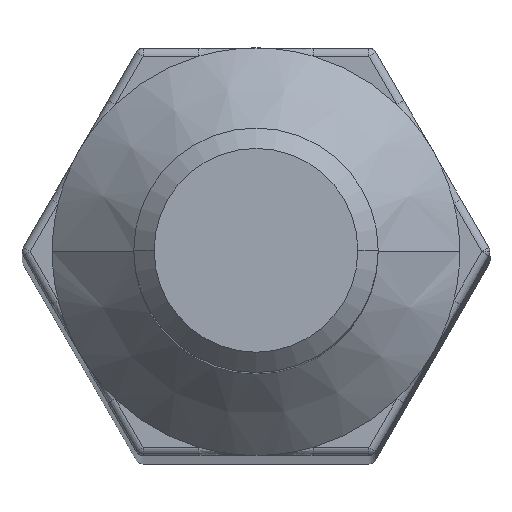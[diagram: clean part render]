
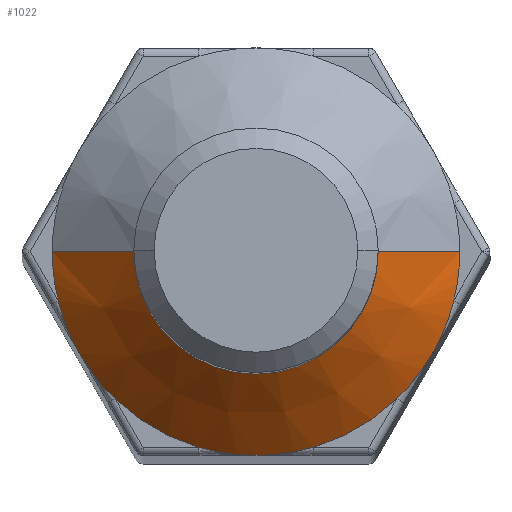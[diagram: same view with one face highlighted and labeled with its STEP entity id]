
A CAD part, top view. The second image highlights one B-rep face of the part: STEP entity #1022.
In plain terms, the highlighted conical face has half-angle 45 degrees and reference radius 1.5 mm.
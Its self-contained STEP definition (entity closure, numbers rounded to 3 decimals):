
#2 = DIRECTION ( 'NONE',  ( 0., 0., 1. ) ) ;
#18 = CARTESIAN_POINT ( 'NONE',  ( 0., 0., 1. ) ) ;
#23 = ORIENTED_EDGE ( 'NONE', *, *, #180, .T. ) ;
#111 = EDGE_LOOP ( 'NONE', ( #251, #2076, #1157, #232, #236, #257, #259, #1571, #281, #283, #23, #350, #372 ) ) ;
#162 = EDGE_CURVE ( 'NONE', #991, #498, #2222, .T. ) ;
#172 = EDGE_CURVE ( 'NONE', #178, #2174, #2219, .T. ) ;
#178 = VERTEX_POINT ( 'NONE', #183 ) ;
#180 = EDGE_CURVE ( 'NONE', #2195, #178, #2156, .T. ) ;
#183 = CARTESIAN_POINT ( 'NONE',  ( 2.165, -1.25, 0. ) ) ;
#207 = DIRECTION ( 'NONE',  ( 0., 0., 1. ) ) ;
#232 = ORIENTED_EDGE ( 'NONE', *, *, #548, .T. ) ;
#236 = ORIENTED_EDGE ( 'NONE', *, *, #2007, .T. ) ;
#242 = CARTESIAN_POINT ( 'NONE',  ( 0., 0., 0. ) ) ;
#251 = ORIENTED_EDGE ( 'NONE', *, *, #162, .F. ) ;
#257 = ORIENTED_EDGE ( 'NONE', *, *, #558, .T. ) ;
#259 = ORIENTED_EDGE ( 'NONE', *, *, #573, .T. ) ;
#281 = ORIENTED_EDGE ( 'NONE', *, *, #633, .T. ) ;
#283 = ORIENTED_EDGE ( 'NONE', *, *, #646, .T. ) ;
#312 = DIRECTION ( 'NONE',  ( -0.707, 0., -0.707 ) ) ;
#313 = AXIS2_PLACEMENT_3D ( 'NONE', #1854, #725, #2003 ) ;
#350 = ORIENTED_EDGE ( 'NONE', *, *, #172, .T. ) ;
#372 = ORIENTED_EDGE ( 'NONE', *, *, #687, .T. ) ;
#384 = CARTESIAN_POINT ( 'NONE',  ( 0., 0., 0. ) ) ;
#388 = EDGE_CURVE ( 'NONE', #657, #422, #1822, .T. ) ;
#395 = CARTESIAN_POINT ( 'NONE',  ( 0., 0., 0. ) ) ;
#414 = CARTESIAN_POINT ( 'NONE',  ( 0.7, -2.4, 0. ) ) ;
#417 = DIRECTION ( 'NONE',  ( 1., 0., 0. ) ) ;
#422 = VERTEX_POINT ( 'NONE', #2252 ) ;
#461 = EDGE_CURVE ( 'NONE', #991, #657, #1703, .T. ) ;
#478 = VERTEX_POINT ( 'NONE', #1802 ) ;
#498 = VERTEX_POINT ( 'NONE', #1101 ) ;
#548 = EDGE_CURVE ( 'NONE', #422, #908, #1761, .T. ) ;
#550 = DIRECTION ( 'NONE',  ( 1., 0., 0. ) ) ;
#558 = EDGE_CURVE ( 'NONE', #478, #1233, #1573, .T. ) ;
#566 = DIRECTION ( 'NONE',  ( 1., 0., 0. ) ) ;
#573 = EDGE_CURVE ( 'NONE', #1233, #1392, #1547, .T. ) ;
#576 = DIRECTION ( 'NONE',  ( 0., 0., 1. ) ) ;
#626 = EDGE_CURVE ( 'NONE', #1392, #1213, #1460, .T. ) ;
#633 = EDGE_CURVE ( 'NONE', #1213, #1724, #1487, .T. ) ;
#645 = CARTESIAN_POINT ( 'NONE',  ( -0.7, -2.4, 0. ) ) ;
#646 = EDGE_CURVE ( 'NONE', #1724, #2195, #1482, .T. ) ;
#652 = DIRECTION ( 'NONE',  ( 0., 0., 1. ) ) ;
#657 = VERTEX_POINT ( 'NONE', #1340 ) ;
#687 = EDGE_CURVE ( 'NONE', #2174, #498, #1372, .T. ) ;
#725 = DIRECTION ( 'NONE',  ( 0., 0., 1. ) ) ;
#789 = CONICAL_SURFACE ( 'NONE', #1280, 1.5, 0.785 ) ;
#850 = AXIS2_PLACEMENT_3D ( 'NONE', #1110, #2, #1291 ) ;
#888 = CARTESIAN_POINT ( 'NONE',  ( 1.5, 0., 1. ) ) ;
#897 = CARTESIAN_POINT ( 'NONE',  ( 0., 0., 0. ) ) ;
#901 = CARTESIAN_POINT ( 'NONE',  ( -2.428, -0.594, 0. ) ) ;
#908 = VERTEX_POINT ( 'NONE', #901 ) ;
#911 = FACE_OUTER_BOUND ( 'NONE', #111, .T. ) ;
#954 = CARTESIAN_POINT ( 'NONE',  ( 0., 0., 0. ) ) ;
#991 = VERTEX_POINT ( 'NONE', #2004 ) ;
#1022 = ADVANCED_FACE ( 'NONE', ( #911 ), #789, .T. ) ;
#1069 = CARTESIAN_POINT ( 'NONE',  ( 0., 0., 1. ) ) ;
#1101 = CARTESIAN_POINT ( 'NONE',  ( 2.5, 0., 0. ) ) ;
#1103 = DIRECTION ( 'NONE',  ( 1., 0., 0. ) ) ;
#1110 = CARTESIAN_POINT ( 'NONE',  ( 0., 0., 0. ) ) ;
#1157 = ORIENTED_EDGE ( 'NONE', *, *, #388, .T. ) ;
#1159 = DIRECTION ( 'NONE',  ( 1., 0., 0. ) ) ;
#1171 = CARTESIAN_POINT ( 'NONE',  ( 0., -2.5, 0. ) ) ;
#1176 = CARTESIAN_POINT ( 'NONE',  ( -1.728, -1.806, 0. ) ) ;
#1213 = VERTEX_POINT ( 'NONE', #1171 ) ;
#1233 = VERTEX_POINT ( 'NONE', #1176 ) ;
#1255 = DIRECTION ( 'NONE',  ( -1., 0., 0. ) ) ;
#1280 = AXIS2_PLACEMENT_3D ( 'NONE', #18, #1863, #1307 ) ;
#1291 = DIRECTION ( 'NONE',  ( 1., 0., 0. ) ) ;
#1303 = CARTESIAN_POINT ( 'NONE',  ( 0., 0., 0. ) ) ;
#1307 = DIRECTION ( 'NONE',  ( -1., 0., 0. ) ) ;
#1340 = CARTESIAN_POINT ( 'NONE',  ( -1.5, 0., 1. ) ) ;
#1351 = CIRCLE ( 'NONE', #313, 2.5 ) ;
#1372 = CIRCLE ( 'NONE', #1429, 2.5 ) ;
#1392 = VERTEX_POINT ( 'NONE', #645 ) ;
#1396 = CARTESIAN_POINT ( 'NONE',  ( -1.5, 0., 1. ) ) ;
#1429 = AXIS2_PLACEMENT_3D ( 'NONE', #1777, #652, #1945 ) ;
#1460 = CIRCLE ( 'NONE', #1470, 2.5 ) ;
#1464 = AXIS2_PLACEMENT_3D ( 'NONE', #242, #1510, #417 ) ;
#1470 = AXIS2_PLACEMENT_3D ( 'NONE', #1700, #576, #1887 ) ;
#1472 = DIRECTION ( 'NONE',  ( 1., 0., 0. ) ) ;
#1475 = AXIS2_PLACEMENT_3D ( 'NONE', #954, #2183, #1159 ) ;
#1482 = CIRCLE ( 'NONE', #1464, 2.5 ) ;
#1487 = CIRCLE ( 'NONE', #1475, 2.5 ) ;
#1501 = AXIS2_PLACEMENT_3D ( 'NONE', #897, #2139, #1103 ) ;
#1509 = AXIS2_PLACEMENT_3D ( 'NONE', #395, #1680, #566 ) ;
#1510 = DIRECTION ( 'NONE',  ( 0., 0., 1. ) ) ;
#1533 = AXIS2_PLACEMENT_3D ( 'NONE', #1303, #207, #1472 ) ;
#1547 = CIRCLE ( 'NONE', #1509, 2.5 ) ;
#1548 = AXIS2_PLACEMENT_3D ( 'NONE', #384, #1663, #550 ) ;
#1571 = ORIENTED_EDGE ( 'NONE', *, *, #626, .T. ) ;
#1573 = CIRCLE ( 'NONE', #1533, 2.5 ) ;
#1621 = AXIS2_PLACEMENT_3D ( 'NONE', #1069, #2262, #1255 ) ;
#1663 = DIRECTION ( 'NONE',  ( 0., 0., 1. ) ) ;
#1677 = CARTESIAN_POINT ( 'NONE',  ( 2.428, -0.594, 0. ) ) ;
#1680 = DIRECTION ( 'NONE',  ( 0., 0., 1. ) ) ;
#1700 = CARTESIAN_POINT ( 'NONE',  ( 0., 0., 0. ) ) ;
#1703 = CIRCLE ( 'NONE', #1621, 1.5 ) ;
#1724 = VERTEX_POINT ( 'NONE', #414 ) ;
#1761 = CIRCLE ( 'NONE', #1548, 2.5 ) ;
#1777 = CARTESIAN_POINT ( 'NONE',  ( 0., 0., 0. ) ) ;
#1789 = VECTOR ( 'NONE', #312, 1000. ) ;
#1802 = CARTESIAN_POINT ( 'NONE',  ( -2.165, -1.25, 0. ) ) ;
#1822 = LINE ( 'NONE', #1396, #1789 ) ;
#1854 = CARTESIAN_POINT ( 'NONE',  ( 0., 0., 0. ) ) ;
#1863 = DIRECTION ( 'NONE',  ( 0., 0., -1. ) ) ;
#1869 = CARTESIAN_POINT ( 'NONE',  ( 1.728, -1.806, 0. ) ) ;
#1887 = DIRECTION ( 'NONE',  ( 1., 0., 0. ) ) ;
#1945 = DIRECTION ( 'NONE',  ( 1., 0., 0. ) ) ;
#1981 = DIRECTION ( 'NONE',  ( 0.707, 0., -0.707 ) ) ;
#2003 = DIRECTION ( 'NONE',  ( 1., 0., 0. ) ) ;
#2004 = CARTESIAN_POINT ( 'NONE',  ( 1.5, 0., 1. ) ) ;
#2007 = EDGE_CURVE ( 'NONE', #908, #478, #1351, .T. ) ;
#2076 = ORIENTED_EDGE ( 'NONE', *, *, #461, .T. ) ;
#2139 = DIRECTION ( 'NONE',  ( 0., 0., 1. ) ) ;
#2156 = CIRCLE ( 'NONE', #850, 2.5 ) ;
#2174 = VERTEX_POINT ( 'NONE', #1677 ) ;
#2183 = DIRECTION ( 'NONE',  ( 0., 0., 1. ) ) ;
#2195 = VERTEX_POINT ( 'NONE', #1869 ) ;
#2203 = VECTOR ( 'NONE', #1981, 1000. ) ;
#2219 = CIRCLE ( 'NONE', #1501, 2.5 ) ;
#2222 = LINE ( 'NONE', #888, #2203 ) ;
#2252 = CARTESIAN_POINT ( 'NONE',  ( -2.5, 0., 0. ) ) ;
#2262 = DIRECTION ( 'NONE',  ( 0., 0., -1. ) ) ;
